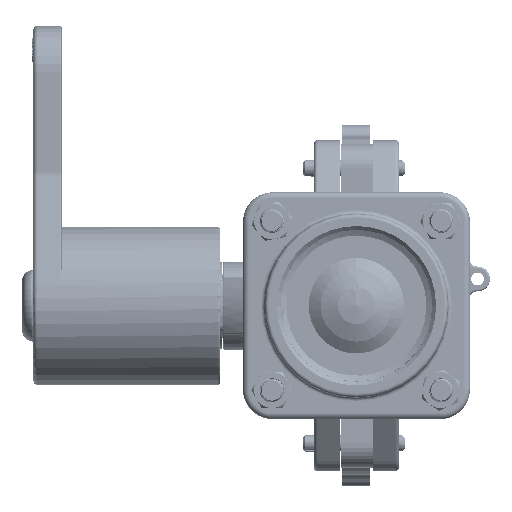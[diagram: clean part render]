
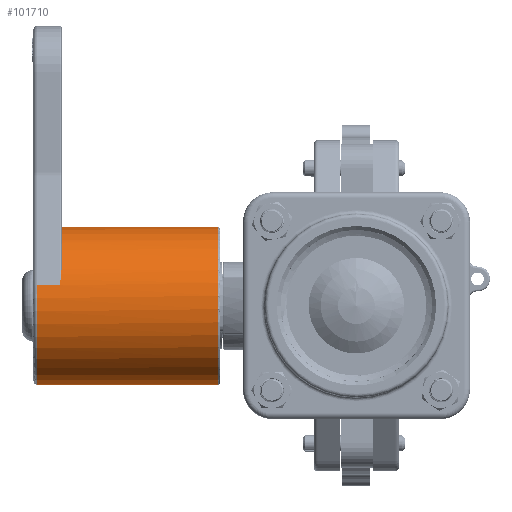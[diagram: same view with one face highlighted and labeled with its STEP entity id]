
A CAD part, left-side view. The second image highlights one B-rep face of the part: STEP entity #101710.
In plain terms, the highlighted cylindrical face has radius 31.496 mm (diameter 62.992 mm), a full revolution.
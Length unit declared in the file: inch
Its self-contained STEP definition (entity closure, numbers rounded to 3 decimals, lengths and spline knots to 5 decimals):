
#2519=B_SPLINE_CURVE_WITH_KNOTS('',3,(#177377,#177378,#177379,#177380,#177381,
#177382,#177383,#177384,#177385,#177386),.UNSPECIFIED.,.F.,.F.,(4,2,2,2,
4),(-0.3559,-0.34268,-0.32947,-0.28278,
-0.17259),.UNSPECIFIED.);
#2520=B_SPLINE_CURVE_WITH_KNOTS('',3,(#177390,#177391,#177392,#177393,#177394,
#177395,#177396,#177397),.UNSPECIFIED.,.F.,.F.,(4,2,2,4),(0.58159,
0.63114,0.7723,0.77279),.UNSPECIFIED.);
#2521=B_SPLINE_CURVE_WITH_KNOTS('',3,(#177405,#177406,#177407,#177408,#177409,
#177410,#177411,#177412),.UNSPECIFIED.,.F.,.F.,(4,2,2,4),(-0.00055,
0.,0.15926,0.21516),.UNSPECIFIED.);
#2522=B_SPLINE_CURVE_WITH_KNOTS('',3,(#177416,#177417,#177418,#177419,#177420,
#177421),.UNSPECIFIED.,.F.,.F.,(4,2,4),(1.25455,1.55486,
1.91042),.UNSPECIFIED.);
#8060=CYLINDRICAL_SURFACE('',#108856,1.24);
#9956=FACE_OUTER_BOUND('',#15975,.T.);
#15975=EDGE_LOOP('',(#74771,#74772,#74773,#74774,#74775,#74776,#74777,#74778,
#74779,#74780,#74781,#74782,#74783,#74784,#74785,#74786,#74787,#74788,#74789,
#74790));
#21488=CIRCLE('',#108854,1.24);
#21490=CIRCLE('',#108857,1.24);
#21491=CIRCLE('',#108858,1.24);
#21492=CIRCLE('',#108859,1.24);
#21493=CIRCLE('',#108860,1.24);
#21494=CIRCLE('',#108861,1.24);
#21495=CIRCLE('',#108862,1.24);
#21496=CIRCLE('',#108863,1.24);
#24439=LINE('',#177365,#34260);
#24440=LINE('',#177367,#34261);
#24441=LINE('',#177371,#34262);
#24442=LINE('',#177375,#34263);
#24443=LINE('',#177399,#34264);
#24444=LINE('',#177403,#34265);
#24445=LINE('',#177423,#34266);
#34260=VECTOR('',#118968,0.3937);
#34261=VECTOR('',#118969,0.3937);
#34262=VECTOR('',#118972,1.24);
#34263=VECTOR('',#118975,0.3937);
#34264=VECTOR('',#118978,0.3937);
#34265=VECTOR('',#118981,0.3937);
#34266=VECTOR('',#118984,0.3937);
#44413=VERTEX_POINT('',#177334);
#44414=VERTEX_POINT('',#177347);
#44416=VERTEX_POINT('',#177364);
#44417=VERTEX_POINT('',#177366);
#44418=VERTEX_POINT('',#177368);
#44419=VERTEX_POINT('',#177370);
#44420=VERTEX_POINT('',#177372);
#44421=VERTEX_POINT('',#177374);
#44422=VERTEX_POINT('',#177376);
#44423=VERTEX_POINT('',#177387);
#44424=VERTEX_POINT('',#177389);
#44425=VERTEX_POINT('',#177398);
#44426=VERTEX_POINT('',#177400);
#44427=VERTEX_POINT('',#177402);
#44428=VERTEX_POINT('',#177404);
#44429=VERTEX_POINT('',#177413);
#44430=VERTEX_POINT('',#177415);
#44431=VERTEX_POINT('',#177422);
#55697=EDGE_CURVE('',#44413,#44414,#21488,.T.);
#55700=EDGE_CURVE('',#44416,#44414,#24439,.T.);
#55701=EDGE_CURVE('',#44413,#44417,#24440,.T.);
#55702=EDGE_CURVE('',#44418,#44417,#21490,.T.);
#55703=EDGE_CURVE('',#44418,#44419,#24441,.T.);
#55704=EDGE_CURVE('',#44420,#44419,#21491,.T.);
#55705=EDGE_CURVE('',#44420,#44421,#24442,.T.);
#55706=EDGE_CURVE('',#44422,#44421,#2519,.F.);
#55707=EDGE_CURVE('',#44422,#44423,#21492,.T.);
#55708=EDGE_CURVE('',#44424,#44423,#2520,.F.);
#55709=EDGE_CURVE('',#44425,#44424,#24443,.T.);
#55710=EDGE_CURVE('',#44426,#44425,#21493,.T.);
#55711=EDGE_CURVE('',#44427,#44426,#24444,.T.);
#55712=EDGE_CURVE('',#44428,#44427,#2521,.F.);
#55713=EDGE_CURVE('',#44428,#44429,#21494,.T.);
#55714=EDGE_CURVE('',#44430,#44429,#2522,.F.);
#55715=EDGE_CURVE('',#44431,#44430,#24445,.T.);
#55716=EDGE_CURVE('',#44419,#44431,#21495,.T.);
#55717=EDGE_CURVE('',#44416,#44418,#21496,.T.);
#74771=ORIENTED_EDGE('',*,*,#55700,.T.);
#74772=ORIENTED_EDGE('',*,*,#55697,.F.);
#74773=ORIENTED_EDGE('',*,*,#55701,.T.);
#74774=ORIENTED_EDGE('',*,*,#55702,.F.);
#74775=ORIENTED_EDGE('',*,*,#55703,.T.);
#74776=ORIENTED_EDGE('',*,*,#55704,.F.);
#74777=ORIENTED_EDGE('',*,*,#55705,.T.);
#74778=ORIENTED_EDGE('',*,*,#55706,.F.);
#74779=ORIENTED_EDGE('',*,*,#55707,.T.);
#74780=ORIENTED_EDGE('',*,*,#55708,.F.);
#74781=ORIENTED_EDGE('',*,*,#55709,.F.);
#74782=ORIENTED_EDGE('',*,*,#55710,.F.);
#74783=ORIENTED_EDGE('',*,*,#55711,.F.);
#74784=ORIENTED_EDGE('',*,*,#55712,.F.);
#74785=ORIENTED_EDGE('',*,*,#55713,.T.);
#74786=ORIENTED_EDGE('',*,*,#55714,.F.);
#74787=ORIENTED_EDGE('',*,*,#55715,.F.);
#74788=ORIENTED_EDGE('',*,*,#55716,.F.);
#74789=ORIENTED_EDGE('',*,*,#55703,.F.);
#74790=ORIENTED_EDGE('',*,*,#55717,.F.);
#101710=ADVANCED_FACE('',(#9956),#8060,.T.);
#108854=AXIS2_PLACEMENT_3D('',#177348,#118962,#118963);
#108856=AXIS2_PLACEMENT_3D('',#177363,#118966,#118967);
#108857=AXIS2_PLACEMENT_3D('',#177369,#118970,#118971);
#108858=AXIS2_PLACEMENT_3D('',#177373,#118973,#118974);
#108859=AXIS2_PLACEMENT_3D('',#177388,#118976,#118977);
#108860=AXIS2_PLACEMENT_3D('',#177401,#118979,#118980);
#108861=AXIS2_PLACEMENT_3D('',#177414,#118982,#118983);
#108862=AXIS2_PLACEMENT_3D('',#177424,#118985,#118986);
#108863=AXIS2_PLACEMENT_3D('',#177425,#118987,#118988);
#118962=DIRECTION('center_axis',(0.,-1.,0.));
#118963=DIRECTION('ref_axis',(0.,0.,-1.));
#118966=DIRECTION('center_axis',(0.,-1.,0.));
#118967=DIRECTION('ref_axis',(1.,0.,0.));
#118968=DIRECTION('',(0.,1.,0.));
#118969=DIRECTION('',(0.,-1.,0.));
#118970=DIRECTION('center_axis',(0.,-1.,0.));
#118971=DIRECTION('ref_axis',(0.,0.,1.));
#118972=DIRECTION('',(0.,1.,0.));
#118973=DIRECTION('center_axis',(0.,1.,0.));
#118974=DIRECTION('ref_axis',(-0.981,0.,-0.194));
#118975=DIRECTION('',(0.,-1.,0.));
#118976=DIRECTION('center_axis',(0.,-1.,0.));
#118977=DIRECTION('ref_axis',(1.,0.,0.));
#118978=DIRECTION('',(0.,-1.,0.));
#118979=DIRECTION('center_axis',(0.,1.,0.));
#118980=DIRECTION('ref_axis',(0.999,0.,0.035));
#118981=DIRECTION('',(0.,1.,0.));
#118982=DIRECTION('center_axis',(0.,-1.,0.));
#118983=DIRECTION('ref_axis',(1.,0.,0.));
#118984=DIRECTION('',(0.,-1.,0.));
#118985=DIRECTION('center_axis',(0.,1.,0.));
#118986=DIRECTION('ref_axis',(-0.981,0.,-0.194));
#118987=DIRECTION('center_axis',(0.,-1.,0.));
#118988=DIRECTION('ref_axis',(0.,0.,1.));
#177334=CARTESIAN_POINT('',(-0.73969,-1.145,-0.99521));
#177347=CARTESIAN_POINT('',(0.73969,-1.145,-0.99521));
#177348=CARTESIAN_POINT('Origin',(0.,-1.145,0.));
#177363=CARTESIAN_POINT('Origin',(0.,0.,0.));
#177364=CARTESIAN_POINT('',(0.73969,-2.895,-0.99521));
#177365=CARTESIAN_POINT('',(0.73969,0.,-0.99521));
#177366=CARTESIAN_POINT('',(-0.73969,-2.895,-0.99521));
#177367=CARTESIAN_POINT('',(-0.73969,0.,-0.99521));
#177368=CARTESIAN_POINT('',(-1.24,-2.895,0.));
#177369=CARTESIAN_POINT('Origin',(0.,-2.895,0.));
#177370=CARTESIAN_POINT('',(-1.24,-0.06,0.));
#177371=CARTESIAN_POINT('',(-1.24,0.,0.));
#177372=CARTESIAN_POINT('',(0.75273,-0.06,-0.98539));
#177373=CARTESIAN_POINT('Origin',(0.,-0.06,0.));
#177374=CARTESIAN_POINT('',(0.75273,-0.41,-0.98539));
#177375=CARTESIAN_POINT('',(0.75273,0.,-0.98539));
#177376=CARTESIAN_POINT('',(0.80272,-0.44,-0.94511));
#177377=CARTESIAN_POINT('Ctrl Pts',(0.75273,-0.41,-0.98539));
#177378=CARTESIAN_POINT('Ctrl Pts',(0.75273,-0.41173,
-0.98539));
#177379=CARTESIAN_POINT('Ctrl Pts',(0.75303,-0.41357,
-0.98517));
#177380=CARTESIAN_POINT('Ctrl Pts',(0.75413,-0.41702,
-0.98432));
#177381=CARTESIAN_POINT('Ctrl Pts',(0.75493,-0.41863,
-0.98371));
#177382=CARTESIAN_POINT('Ctrl Pts',(0.7588,-0.4248,
-0.98074));
#177383=CARTESIAN_POINT('Ctrl Pts',(0.76374,-0.42866,
-0.9769));
#177384=CARTESIAN_POINT('Ctrl Pts',(0.77843,-0.43724,
-0.9653));
#177385=CARTESIAN_POINT('Ctrl Pts',(0.7917,-0.44,-0.95447));
#177386=CARTESIAN_POINT('Ctrl Pts',(0.80272,-0.44,-0.94511));
#177387=CARTESIAN_POINT('',(1.04098,-0.44,-0.67377));
#177388=CARTESIAN_POINT('Origin',(0.,-0.44,0.));
#177389=CARTESIAN_POINT('',(1.07511,-0.41,-0.61785));
#177390=CARTESIAN_POINT('Ctrl Pts',(1.04098,-0.44,-0.67377));
#177391=CARTESIAN_POINT('Ctrl Pts',(1.04342,-0.44,
-0.66999));
#177392=CARTESIAN_POINT('Ctrl Pts',(1.04625,-0.43941,
-0.66558));
#177393=CARTESIAN_POINT('Ctrl Pts',(1.05854,-0.43321,
-0.64605));
#177394=CARTESIAN_POINT('Ctrl Pts',(1.06658,-0.42238,
-0.63268));
#177395=CARTESIAN_POINT('Ctrl Pts',(1.07505,-0.41008,
-0.61795));
#177396=CARTESIAN_POINT('Ctrl Pts',(1.07508,-0.41004,
-0.6179));
#177397=CARTESIAN_POINT('Ctrl Pts',(1.07511,-0.41,-0.61785));
#177398=CARTESIAN_POINT('',(1.07511,-0.275,-0.61785));
#177399=CARTESIAN_POINT('',(1.07511,0.,-0.61785));
#177400=CARTESIAN_POINT('',(1.02892,-0.275,0.69205));
#177401=CARTESIAN_POINT('Origin',(0.,-0.275,0.));
#177402=CARTESIAN_POINT('',(1.02892,-0.41,0.69205));
#177403=CARTESIAN_POINT('',(1.02892,0.,0.69205));
#177404=CARTESIAN_POINT('',(0.99093,-0.44,0.74542));
#177405=CARTESIAN_POINT('Ctrl Pts',(1.02892,-0.41,0.69205));
#177406=CARTESIAN_POINT('Ctrl Pts',(1.02889,-0.41004,
0.69209));
#177407=CARTESIAN_POINT('Ctrl Pts',(1.02885,-0.41008,0.69214));
#177408=CARTESIAN_POINT('Ctrl Pts',(1.01937,-0.42238,
0.70624));
#177409=CARTESIAN_POINT('Ctrl Pts',(1.0104,-0.43321,
0.71901));
#177410=CARTESIAN_POINT('Ctrl Pts',(0.99677,-0.43941,
0.73762));
#177411=CARTESIAN_POINT('Ctrl Pts',(0.99364,-0.44,
0.74182));
#177412=CARTESIAN_POINT('Ctrl Pts',(0.99093,-0.44,0.74542));
#177413=CARTESIAN_POINT('',(0.57504,-0.44,1.0986));
#177414=CARTESIAN_POINT('Origin',(0.,-0.44,0.));
#177415=CARTESIAN_POINT('',(0.32094,-0.41,1.19775));
#177416=CARTESIAN_POINT('Ctrl Pts',(0.57504,-0.44,1.0986));
#177417=CARTESIAN_POINT('Ctrl Pts',(0.54013,-0.44,1.11688));
#177418=CARTESIAN_POINT('Ctrl Pts',(0.49733,-0.43586,
1.13657));
#177419=CARTESIAN_POINT('Ctrl Pts',(0.41798,-0.42571,
1.16835));
#177420=CARTESIAN_POINT('Ctrl Pts',(0.36547,-0.41717,
1.18581));
#177421=CARTESIAN_POINT('Ctrl Pts',(0.32094,-0.41,1.19775));
#177422=CARTESIAN_POINT('',(0.32094,-0.06,1.19775));
#177423=CARTESIAN_POINT('',(0.32094,0.,1.19775));
#177424=CARTESIAN_POINT('Origin',(0.,-0.06,0.));
#177425=CARTESIAN_POINT('Origin',(0.,-2.895,0.));
